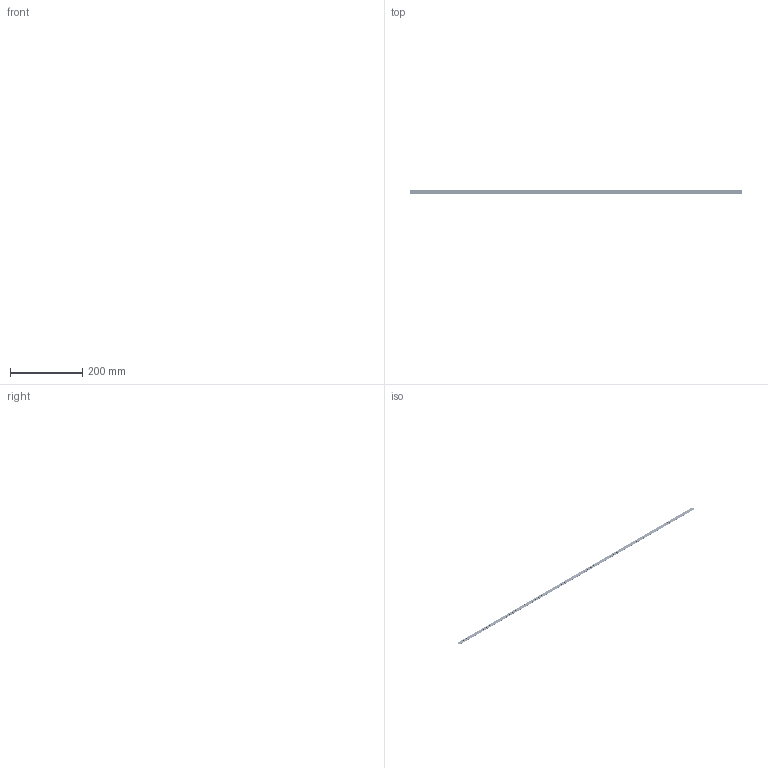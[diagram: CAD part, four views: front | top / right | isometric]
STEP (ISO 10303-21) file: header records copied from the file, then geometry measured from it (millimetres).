
FILE_DESCRIPTION (( 'STEP AP203' ), '1' );
FILE_NAME ('LUXroll CC 20200825.STEP', '2020-08-25T19:44:44', ( '' ), ( '' ), 'SwSTEP 2.0', 'SolidWorks 2017', '' );
FILE_SCHEMA (( 'CONFIG_CONTROL_DESIGN' ));
Length unit declared in the file: millimetre
Products named in the file (7): Cree J Series 2835_rotated 2; 300-0730 rev 3; 100-0582 rev 3 solderjoint; 100-0730 rev 1; LUXroll CC 20200825; 400-0730 label rev 3; 400-0582 Tape 467
Assembly tree (43 placements, depth 3):
  LUXroll CC 20200825
    300-0730 rev 3  x2
      100-0730 rev 1
      Cree J Series 2835_rotated 2
      400-0730 label rev 3
    400-0582 Tape 467
    100-0582 rev 3 solderjoint  x2
Bounding box: 916.39 x 10 x 1.34 mm (x, y, z)
Volume: 4844.4 mm3; surface area: 44093.4 mm2
Topology: 871 solids, 871 shells, 31702 faces, 89770 edges, 59844 vertices
Faces by surface type: cylinder 18674, plane 12954, bspline 74
Entity records: 57411 total; most frequent: CARTESIAN_POINT 11914, DIRECTION 9624, ORIENTED_EDGE 8740, EDGE_CURVE 4370, AXIS2_PLACEMENT_3D 3816, VERTEX_POINT 2912, EDGE_LOOP 2438, CIRCLE 2299
